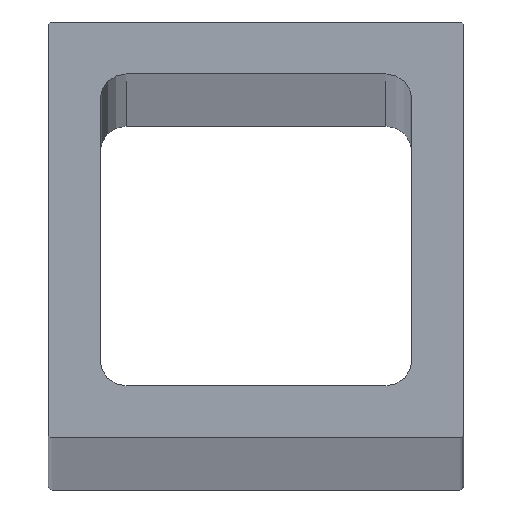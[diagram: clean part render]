
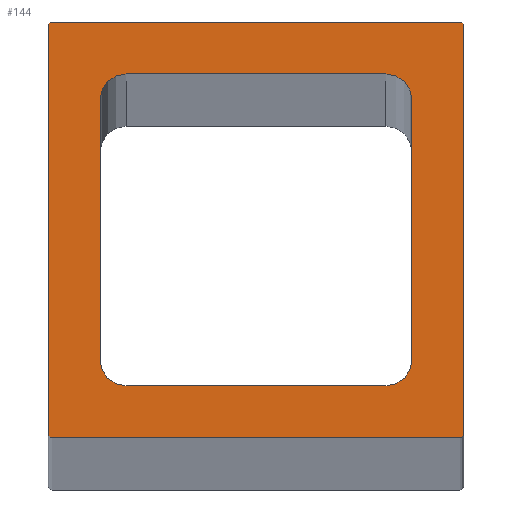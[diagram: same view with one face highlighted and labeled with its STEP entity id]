
A CAD part, top view. The second image highlights one B-rep face of the part: STEP entity #144.
In plain terms, the highlighted planar face has unit normal (0, 0, 1).
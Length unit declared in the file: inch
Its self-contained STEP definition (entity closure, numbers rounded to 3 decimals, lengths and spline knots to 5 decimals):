
#6 = ORIENTED_EDGE ( 'NONE', *, *, #436, .T. ) ;
#14 = CARTESIAN_POINT ( 'NONE',  ( 0.01, 1., 72. ) ) ;
#18 = CARTESIAN_POINT ( 'NONE',  ( 0.99, 1., 72. ) ) ;
#21 = EDGE_CURVE ( 'NONE', #470, #111, #230, .T. ) ;
#25 = DIRECTION ( 'NONE',  ( 0., 0., 1. ) ) ;
#29 = DIRECTION ( 'NONE',  ( 0., 1., 0. ) ) ;
#33 = CARTESIAN_POINT ( 'NONE',  ( 0.99, 0.01, 72. ) ) ;
#36 = AXIS2_PLACEMENT_3D ( 'NONE', #577, #413, #600 ) ;
#41 = ORIENTED_EDGE ( 'NONE', *, *, #94, .T. ) ;
#42 = CARTESIAN_POINT ( 'NONE',  ( 0.1875, 0.8125, 72. ) ) ;
#44 = ORIENTED_EDGE ( 'NONE', *, *, #412, .F. ) ;
#45 = CARTESIAN_POINT ( 'NONE',  ( 0.8125, 0.125, 72. ) ) ;
#48 = EDGE_CURVE ( 'NONE', #428, #487, #574, .T. ) ;
#51 = VECTOR ( 'NONE', #614, 39.37008 ) ;
#54 = EDGE_CURVE ( 'NONE', #211, #422, #530, .T. ) ;
#57 = VERTEX_POINT ( 'NONE', #480 ) ;
#68 = EDGE_CURVE ( 'NONE', #538, #211, #463, .T. ) ;
#82 = EDGE_LOOP ( 'NONE', ( #102, #44, #287, #550, #95, #569, #552, #448 ) ) ;
#86 = CARTESIAN_POINT ( 'NONE',  ( 0.1875, 0.1875, 72. ) ) ;
#87 = CARTESIAN_POINT ( 'NONE',  ( 0.01, 0., 72. ) ) ;
#94 = EDGE_CURVE ( 'NONE', #313, #199, #202, .T. ) ;
#95 = ORIENTED_EDGE ( 'NONE', *, *, #471, .F. ) ;
#98 = VERTEX_POINT ( 'NONE', #417 ) ;
#99 = VECTOR ( 'NONE', #292, 39.37008 ) ;
#102 = ORIENTED_EDGE ( 'NONE', *, *, #170, .F. ) ;
#110 = CARTESIAN_POINT ( 'NONE',  ( 0.01, 0.99, 72. ) ) ;
#111 = VERTEX_POINT ( 'NONE', #518 ) ;
#113 = CARTESIAN_POINT ( 'NONE',  ( 0.875, 0.8125, 72. ) ) ;
#124 = VERTEX_POINT ( 'NONE', #421 ) ;
#125 = DIRECTION ( 'NONE',  ( 0., -1., 0. ) ) ;
#126 = DIRECTION ( 'NONE',  ( -1., 0., 0. ) ) ;
#128 = CARTESIAN_POINT ( 'NONE',  ( 0.1875, 0.125, 72. ) ) ;
#144 = ADVANCED_FACE ( 'NONE', ( #229, #426 ), #615, .F. ) ;
#150 = AXIS2_PLACEMENT_3D ( 'NONE', #468, #25, #224 ) ;
#157 = AXIS2_PLACEMENT_3D ( 'NONE', #42, #242, #434 ) ;
#170 = EDGE_CURVE ( 'NONE', #98, #428, #175, .T. ) ;
#172 = VECTOR ( 'NONE', #626, 39.37008 ) ;
#175 = CIRCLE ( 'NONE', #590, 0.0625 ) ;
#181 = CARTESIAN_POINT ( 'NONE',  ( 0.01, 0.01, 72. ) ) ;
#183 = ORIENTED_EDGE ( 'NONE', *, *, #54, .T. ) ;
#191 = CARTESIAN_POINT ( 'NONE',  ( 0.8125, 0.8125, 72. ) ) ;
#195 = AXIS2_PLACEMENT_3D ( 'NONE', #181, #383, #573 ) ;
#199 = VERTEX_POINT ( 'NONE', #416 ) ;
#202 = CIRCLE ( 'NONE', #482, 0.01 ) ;
#205 = EDGE_CURVE ( 'NONE', #367, #343, #262, .T. ) ;
#211 = VERTEX_POINT ( 'NONE', #420 ) ;
#212 = CARTESIAN_POINT ( 'NONE',  ( 0., 0.01, 72. ) ) ;
#224 = DIRECTION ( 'NONE',  ( -1., 0., 0. ) ) ;
#227 = CARTESIAN_POINT ( 'NONE',  ( 0.875, 0.1875, 72. ) ) ;
#228 = LINE ( 'NONE', #425, #51 ) ;
#229 = FACE_OUTER_BOUND ( 'NONE', #607, .T. ) ;
#230 = LINE ( 'NONE', #427, #570 ) ;
#233 = DIRECTION ( 'NONE',  ( 0., 0., 1. ) ) ;
#240 = VECTOR ( 'NONE', #338, 39.37008 ) ;
#242 = DIRECTION ( 'NONE',  ( 0., 0., 1. ) ) ;
#249 = LINE ( 'NONE', #437, #172 ) ;
#252 = AXIS2_PLACEMENT_3D ( 'NONE', #382, #572, #126 ) ;
#254 = EDGE_CURVE ( 'NONE', #401, #357, #283, .T. ) ;
#256 = EDGE_CURVE ( 'NONE', #57, #367, #228, .T. ) ;
#258 = EDGE_CURVE ( 'NONE', #487, #401, #516, .T. ) ;
#262 = CIRCLE ( 'NONE', #150, 0.01 ) ;
#266 = EDGE_CURVE ( 'NONE', #199, #538, #336, .T. ) ;
#283 = LINE ( 'NONE', #473, #542 ) ;
#287 = ORIENTED_EDGE ( 'NONE', *, *, #459, .F. ) ;
#291 = DIRECTION ( 'NONE',  ( 0., 0., 1. ) ) ;
#292 = DIRECTION ( 'NONE',  ( 1., 0., 0. ) ) ;
#310 = ORIENTED_EDGE ( 'NONE', *, *, #497, .T. ) ;
#313 = VERTEX_POINT ( 'NONE', #14 ) ;
#321 = DIRECTION ( 'NONE',  ( 0., 0., 1. ) ) ;
#335 = CARTESIAN_POINT ( 'NONE',  ( 0.99, 0., 72. ) ) ;
#336 = LINE ( 'NONE', #406, #591 ) ;
#338 = DIRECTION ( 'NONE',  ( 1., 0., 0. ) ) ;
#343 = VERTEX_POINT ( 'NONE', #18 ) ;
#357 = VERTEX_POINT ( 'NONE', #113 ) ;
#360 = CIRCLE ( 'NONE', #157, 0.0625 ) ;
#362 = CIRCLE ( 'NONE', #616, 0.01 ) ;
#367 = VERTEX_POINT ( 'NONE', #467 ) ;
#373 = ORIENTED_EDGE ( 'NONE', *, *, #266, .T. ) ;
#380 = LINE ( 'NONE', #571, #592 ) ;
#382 = CARTESIAN_POINT ( 'NONE',  ( 0.8125, 0.1875, 72. ) ) ;
#383 = DIRECTION ( 'NONE',  ( 0., 0., -1. ) ) ;
#391 = DIRECTION ( 'NONE',  ( 0., 0., 1. ) ) ;
#401 = VERTEX_POINT ( 'NONE', #227 ) ;
#406 = CARTESIAN_POINT ( 'NONE',  ( 0., 0.01, 72. ) ) ;
#412 = EDGE_CURVE ( 'NONE', #124, #98, #380, .T. ) ;
#413 = DIRECTION ( 'NONE',  ( 0., 0., 1. ) ) ;
#416 = CARTESIAN_POINT ( 'NONE',  ( 0., 0.99, 72. ) ) ;
#417 = CARTESIAN_POINT ( 'NONE',  ( 0.125, 0.1875, 72. ) ) ;
#420 = CARTESIAN_POINT ( 'NONE',  ( 0.01, 0., 72. ) ) ;
#421 = CARTESIAN_POINT ( 'NONE',  ( 0.125, 0.8125, 72. ) ) ;
#422 = VERTEX_POINT ( 'NONE', #335 ) ;
#425 = CARTESIAN_POINT ( 'NONE',  ( 1., 0.01, 72. ) ) ;
#426 = FACE_BOUND ( 'NONE', #82, .T. ) ;
#427 = CARTESIAN_POINT ( 'NONE',  ( 0.1875, 0.875, 72. ) ) ;
#428 = VERTEX_POINT ( 'NONE', #477 ) ;
#429 = DIRECTION ( 'NONE',  ( 1., 0., 0. ) ) ;
#434 = DIRECTION ( 'NONE',  ( -1., 0., 0. ) ) ;
#436 = EDGE_CURVE ( 'NONE', #422, #57, #362, .T. ) ;
#437 = CARTESIAN_POINT ( 'NONE',  ( 0.01, 1., 72. ) ) ;
#445 = CIRCLE ( 'NONE', #451, 0.0625 ) ;
#448 = ORIENTED_EDGE ( 'NONE', *, *, #48, .F. ) ;
#451 = AXIS2_PLACEMENT_3D ( 'NONE', #191, #391, #579 ) ;
#459 = EDGE_CURVE ( 'NONE', #111, #124, #360, .T. ) ;
#463 = CIRCLE ( 'NONE', #36, 0.01 ) ;
#467 = CARTESIAN_POINT ( 'NONE',  ( 1., 0.99, 72. ) ) ;
#468 = CARTESIAN_POINT ( 'NONE',  ( 0.99, 0.99, 72. ) ) ;
#470 = VERTEX_POINT ( 'NONE', #624 ) ;
#471 = EDGE_CURVE ( 'NONE', #357, #470, #445, .T. ) ;
#473 = CARTESIAN_POINT ( 'NONE',  ( 0.875, 0.1875, 72. ) ) ;
#477 = CARTESIAN_POINT ( 'NONE',  ( 0.1875, 0.125, 72. ) ) ;
#479 = DIRECTION ( 'NONE',  ( 1., 0., 0. ) ) ;
#480 = CARTESIAN_POINT ( 'NONE',  ( 1., 0.01, 72. ) ) ;
#482 = AXIS2_PLACEMENT_3D ( 'NONE', #110, #321, #512 ) ;
#487 = VERTEX_POINT ( 'NONE', #45 ) ;
#497 = EDGE_CURVE ( 'NONE', #343, #313, #249, .T. ) ;
#502 = ORIENTED_EDGE ( 'NONE', *, *, #68, .T. ) ;
#506 = ORIENTED_EDGE ( 'NONE', *, *, #256, .T. ) ;
#512 = DIRECTION ( 'NONE',  ( -1., 0., 0. ) ) ;
#516 = CIRCLE ( 'NONE', #252, 0.0625 ) ;
#518 = CARTESIAN_POINT ( 'NONE',  ( 0.1875, 0.875, 72. ) ) ;
#530 = LINE ( 'NONE', #87, #99 ) ;
#538 = VERTEX_POINT ( 'NONE', #212 ) ;
#542 = VECTOR ( 'NONE', #29, 39.37008 ) ;
#550 = ORIENTED_EDGE ( 'NONE', *, *, #21, .F. ) ;
#552 = ORIENTED_EDGE ( 'NONE', *, *, #258, .F. ) ;
#557 = ORIENTED_EDGE ( 'NONE', *, *, #205, .T. ) ;
#569 = ORIENTED_EDGE ( 'NONE', *, *, #254, .F. ) ;
#570 = VECTOR ( 'NONE', #617, 39.37008 ) ;
#571 = CARTESIAN_POINT ( 'NONE',  ( 0.125, 0.1875, 72. ) ) ;
#572 = DIRECTION ( 'NONE',  ( 0., 0., 1. ) ) ;
#573 = DIRECTION ( 'NONE',  ( -1., 0., 0. ) ) ;
#574 = LINE ( 'NONE', #128, #240 ) ;
#577 = CARTESIAN_POINT ( 'NONE',  ( 0.01, 0.01, 72. ) ) ;
#579 = DIRECTION ( 'NONE',  ( -1., 0., 0. ) ) ;
#590 = AXIS2_PLACEMENT_3D ( 'NONE', #86, #291, #479 ) ;
#591 = VECTOR ( 'NONE', #594, 39.37008 ) ;
#592 = VECTOR ( 'NONE', #125, 39.37008 ) ;
#594 = DIRECTION ( 'NONE',  ( 0., -1., 0. ) ) ;
#600 = DIRECTION ( 'NONE',  ( -1., 0., 0. ) ) ;
#607 = EDGE_LOOP ( 'NONE', ( #502, #183, #6, #506, #557, #310, #41, #373 ) ) ;
#614 = DIRECTION ( 'NONE',  ( 0., 1., 0. ) ) ;
#615 = PLANE ( 'NONE',  #195 ) ;
#616 = AXIS2_PLACEMENT_3D ( 'NONE', #33, #233, #429 ) ;
#617 = DIRECTION ( 'NONE',  ( -1., 0., 0. ) ) ;
#624 = CARTESIAN_POINT ( 'NONE',  ( 0.8125, 0.875, 72. ) ) ;
#626 = DIRECTION ( 'NONE',  ( -1., 0., 0. ) ) ;
